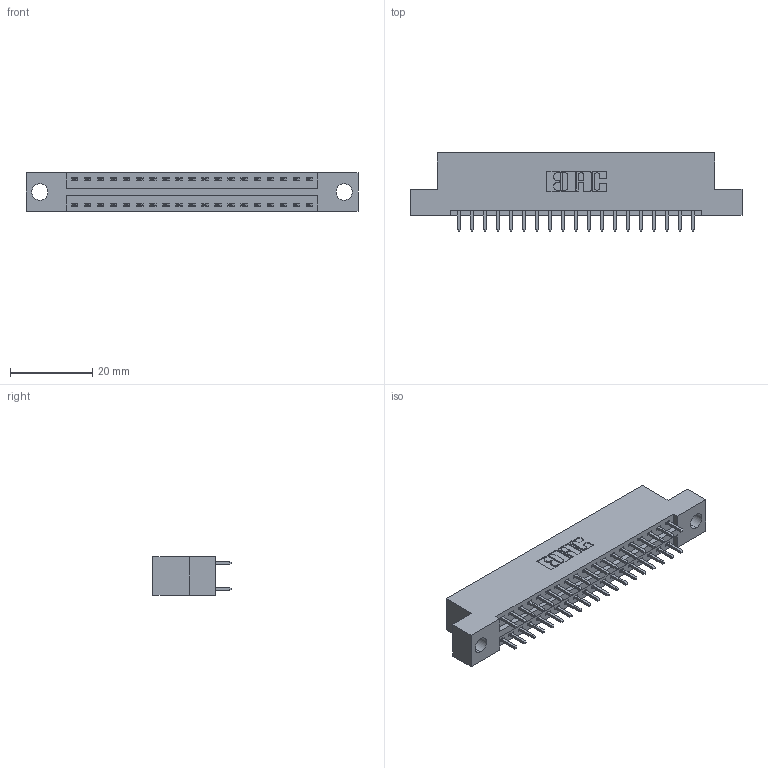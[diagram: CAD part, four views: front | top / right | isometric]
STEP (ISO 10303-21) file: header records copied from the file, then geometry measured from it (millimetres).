
FILE_DESCRIPTION (( 'STEP AP203' ), '1' );
FILE_NAME ('346-038-521-204.STEP', '2022-05-19T23:09:07', ( '' ), ( '' ), 'SwSTEP 2.0', 'SolidWorks 2020', '' );
FILE_SCHEMA (( 'CONFIG_CONTROL_DESIGN' ));
Length unit declared in the file: inch
Products named in the file (3): 346-038-521-204; 346 Part_Flush Mounting Lugs - 0.156 Dia-TH; 345-292-001_345-293-121
Assembly tree (39 placements, depth 2):
  346-038-521-204
    346 Part_Flush Mounting Lugs - 0.156 Dia-TH
    345-292-001_345-293-121  x38
Bounding box: 80.9 x 19.05 x 9.4 mm (x, y, z)
Volume: 7588.6 mm3; surface area: 9812.9 mm2
Topology: 39 solids, 39 shells, 2112 faces, 6255 edges, 4118 vertices
Faces by surface type: plane 1420, cylinder 692
Entity records: 15933 total; most frequent: CARTESIAN_POINT 2662, ORIENTED_EDGE 2594, DIRECTION 2397, EDGE_CURVE 1297, LINE 1089, VECTOR 1089, VERTEX_POINT 862, AXIS2_PLACEMENT_3D 654
